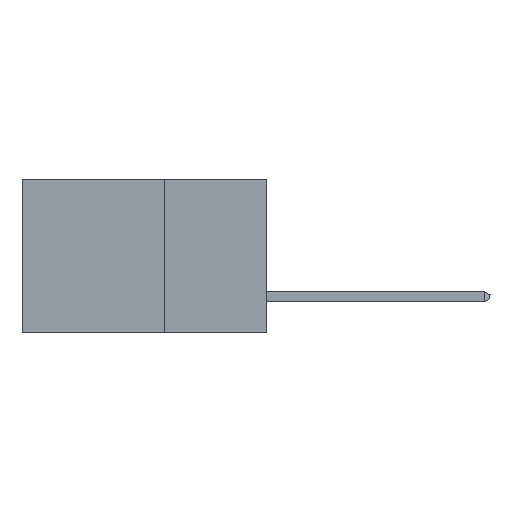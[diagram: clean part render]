
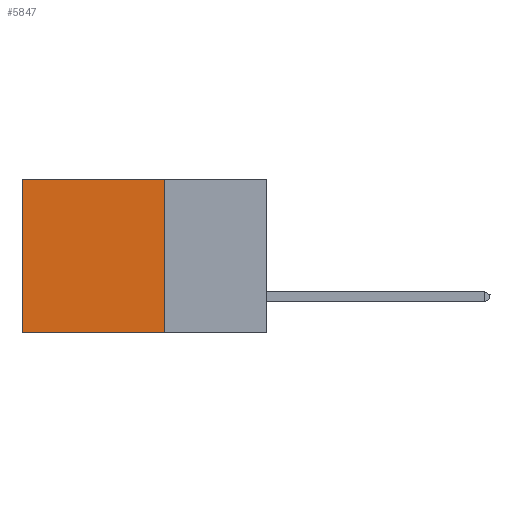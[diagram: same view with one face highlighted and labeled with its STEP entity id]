
A CAD part, left-side view. The second image highlights one B-rep face of the part: STEP entity #5847.
In plain terms, the highlighted planar face has unit normal (-1, 0, 0).
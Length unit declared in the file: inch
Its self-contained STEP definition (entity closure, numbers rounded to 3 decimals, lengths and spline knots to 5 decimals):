
#47 = ORIENTED_EDGE ( 'NONE', *, *, #730, .T. ) ;
#92 = ORIENTED_EDGE ( 'NONE', *, *, #1412, .F. ) ;
#141 = VERTEX_POINT ( 'NONE', #3708 ) ;
#337 = LINE ( 'NONE', #8831, #5297 ) ;
#730 = EDGE_CURVE ( 'NONE', #2153, #7360, #5856, .T. ) ;
#742 = CARTESIAN_POINT ( 'NONE',  ( 0.2875, 0.6, -0.375 ) ) ;
#1247 = ORIENTED_EDGE ( 'NONE', *, *, #5067, .T. ) ;
#1344 = DIRECTION ( 'NONE',  ( 0., 0., -1. ) ) ;
#1412 = EDGE_CURVE ( 'NONE', #141, #7881, #4577, .T. ) ;
#1420 = CARTESIAN_POINT ( 'NONE',  ( 0.2875, 0.25, 0. ) ) ;
#1833 = VECTOR ( 'NONE', #7432, 39.37008 ) ;
#2083 = AXIS2_PLACEMENT_3D ( 'NONE', #6624, #8963, #4560 ) ;
#2153 = VERTEX_POINT ( 'NONE', #3222 ) ;
#2306 = DIRECTION ( 'NONE',  ( 0., 1., 0. ) ) ;
#3222 = CARTESIAN_POINT ( 'NONE',  ( 0.2875, 0.25, 0. ) ) ;
#3708 = CARTESIAN_POINT ( 'NONE',  ( 0.2875, 0.25, -0.375 ) ) ;
#4078 = ORIENTED_EDGE ( 'NONE', *, *, #6687, .F. ) ;
#4552 = CARTESIAN_POINT ( 'NONE',  ( 0.2875, 0.25, -0.375 ) ) ;
#4560 = DIRECTION ( 'NONE',  ( 0., 0., -1. ) ) ;
#4577 = LINE ( 'NONE', #4552, #8374 ) ;
#5067 = EDGE_CURVE ( 'NONE', #7360, #7881, #5664, .T. ) ;
#5176 = PLANE ( 'NONE',  #2083 ) ;
#5297 = VECTOR ( 'NONE', #1344, 39.37008 ) ;
#5664 = LINE ( 'NONE', #7372, #1833 ) ;
#5847 = ADVANCED_FACE ( 'NONE', ( #7635 ), #5176, .F. ) ;
#5856 = LINE ( 'NONE', #1420, #7356 ) ;
#5988 = CARTESIAN_POINT ( 'NONE',  ( 0.2875, 0.6, 0. ) ) ;
#6612 = EDGE_LOOP ( 'NONE', ( #1247, #92, #4078, #47 ) ) ;
#6624 = CARTESIAN_POINT ( 'NONE',  ( 0.2875, 0.25, -0.375 ) ) ;
#6687 = EDGE_CURVE ( 'NONE', #2153, #141, #337, .T. ) ;
#7262 = DIRECTION ( 'NONE',  ( 0., 1., 0. ) ) ;
#7356 = VECTOR ( 'NONE', #7262, 39.37008 ) ;
#7360 = VERTEX_POINT ( 'NONE', #5988 ) ;
#7372 = CARTESIAN_POINT ( 'NONE',  ( 0.2875, 0.6, -0.375 ) ) ;
#7432 = DIRECTION ( 'NONE',  ( 0., 0., -1. ) ) ;
#7635 = FACE_OUTER_BOUND ( 'NONE', #6612, .T. ) ;
#7881 = VERTEX_POINT ( 'NONE', #742 ) ;
#8374 = VECTOR ( 'NONE', #2306, 39.37008 ) ;
#8831 = CARTESIAN_POINT ( 'NONE',  ( 0.2875, 0.25, -0.375 ) ) ;
#8963 = DIRECTION ( 'NONE',  ( 1., 0., 0. ) ) ;
